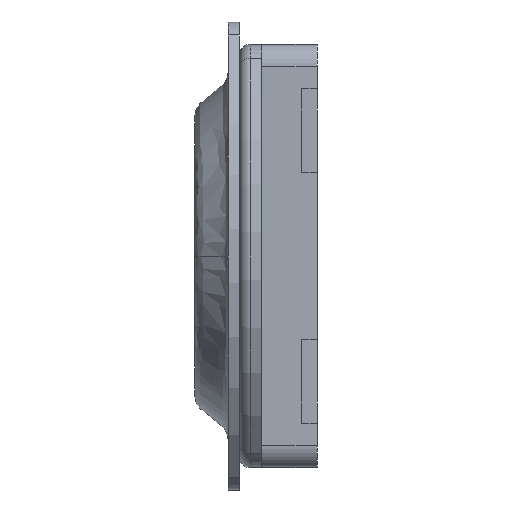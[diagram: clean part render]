
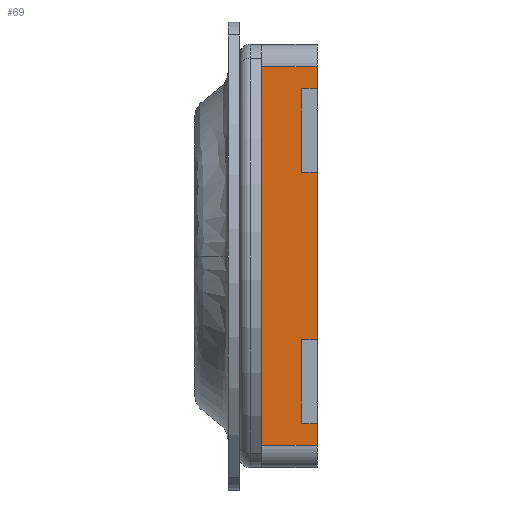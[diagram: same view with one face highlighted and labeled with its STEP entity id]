
A CAD part, left-side view. The second image highlights one B-rep face of the part: STEP entity #69.
In plain terms, the highlighted planar face has unit normal (-1, 0, 0).
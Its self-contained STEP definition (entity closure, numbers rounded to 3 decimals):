
#15 = VERTEX_POINT ( 'NONE', #4605 ) ;
#30 = EDGE_CURVE ( 'NONE', #1500, #5047, #622, .T. ) ;
#69 = ADVANCED_FACE ( 'NONE', ( #2627 ), #2152, .F. ) ;
#229 = LINE ( 'NONE', #1876, #2670 ) ;
#232 = CARTESIAN_POINT ( 'NONE',  ( -1.4, 0., 0.95 ) ) ;
#260 = LINE ( 'NONE', #4122, #1784 ) ;
#301 = VERTEX_POINT ( 'NONE', #750 ) ;
#307 = DIRECTION ( 'NONE',  ( 0., -1., 0. ) ) ;
#392 = CARTESIAN_POINT ( 'NONE',  ( -1.4, 0., -0.75 ) ) ;
#622 = LINE ( 'NONE', #5265, #2429 ) ;
#676 = EDGE_CURVE ( 'NONE', #1547, #3315, #3040, .T. ) ;
#723 = CARTESIAN_POINT ( 'NONE',  ( -1.4, 0., 0.95 ) ) ;
#750 = CARTESIAN_POINT ( 'NONE',  ( -1.4, 0.07, -0.375 ) ) ;
#780 = ORIENTED_EDGE ( 'NONE', *, *, #4333, .F. ) ;
#959 = CARTESIAN_POINT ( 'NONE',  ( -1.4, 0.35, 0.375 ) ) ;
#1006 = VERTEX_POINT ( 'NONE', #4042 ) ;
#1031 = ORIENTED_EDGE ( 'NONE', *, *, #1202, .T. ) ;
#1170 = ORIENTED_EDGE ( 'NONE', *, *, #2840, .F. ) ;
#1202 = EDGE_CURVE ( 'NONE', #1391, #4515, #4164, .T. ) ;
#1227 = ORIENTED_EDGE ( 'NONE', *, *, #30, .T. ) ;
#1343 = CARTESIAN_POINT ( 'NONE',  ( -1.4, 0.07, 0.95 ) ) ;
#1384 = VECTOR ( 'NONE', #2597, 1000. ) ;
#1391 = VERTEX_POINT ( 'NONE', #392 ) ;
#1500 = VERTEX_POINT ( 'NONE', #2752 ) ;
#1515 = EDGE_LOOP ( 'NONE', ( #3077, #2432, #2656, #1031, #1170, #3445, #1227, #4315, #780, #4715, #4471, #2392 ) ) ;
#1547 = VERTEX_POINT ( 'NONE', #4525 ) ;
#1712 = VECTOR ( 'NONE', #307, 1000. ) ;
#1784 = VECTOR ( 'NONE', #1911, 1000. ) ;
#1807 = DIRECTION ( 'NONE',  ( 0., 1., 0. ) ) ;
#1876 = CARTESIAN_POINT ( 'NONE',  ( -1.4, 0.35, -0.375 ) ) ;
#1911 = DIRECTION ( 'NONE',  ( 0., 0., -1. ) ) ;
#2016 = CARTESIAN_POINT ( 'NONE',  ( -1.4, 0.35, 0.85 ) ) ;
#2127 = VECTOR ( 'NONE', #5261, 1000. ) ;
#2152 = PLANE ( 'NONE',  #2970 ) ;
#2169 = VECTOR ( 'NONE', #3090, 1000. ) ;
#2283 = CARTESIAN_POINT ( 'NONE',  ( -1.4, 0., -0.85 ) ) ;
#2288 = CARTESIAN_POINT ( 'NONE',  ( -1.4, 0.25, -0.85 ) ) ;
#2304 = DIRECTION ( 'NONE',  ( 0., 0., 1. ) ) ;
#2392 = ORIENTED_EDGE ( 'NONE', *, *, #3858, .T. ) ;
#2429 = VECTOR ( 'NONE', #2304, 1000. ) ;
#2432 = ORIENTED_EDGE ( 'NONE', *, *, #3853, .T. ) ;
#2439 = LINE ( 'NONE', #4116, #1712 ) ;
#2482 = VERTEX_POINT ( 'NONE', #2283 ) ;
#2522 = CARTESIAN_POINT ( 'NONE',  ( -1.4, 0.25, 0.95 ) ) ;
#2552 = DIRECTION ( 'NONE',  ( 0., 0., 1. ) ) ;
#2597 = DIRECTION ( 'NONE',  ( 0., 0., -1. ) ) ;
#2627 = FACE_OUTER_BOUND ( 'NONE', #1515, .T. ) ;
#2656 = ORIENTED_EDGE ( 'NONE', *, *, #2657, .T. ) ;
#2657 = EDGE_CURVE ( 'NONE', #2482, #1391, #4506, .T. ) ;
#2670 = VECTOR ( 'NONE', #3526, 1000. ) ;
#2752 = CARTESIAN_POINT ( 'NONE',  ( -1.4, 0., -0.375 ) ) ;
#2763 = EDGE_CURVE ( 'NONE', #3315, #15, #4011, .T. ) ;
#2840 = EDGE_CURVE ( 'NONE', #301, #4515, #260, .T. ) ;
#2855 = DIRECTION ( 'NONE',  ( 0., 0., 1. ) ) ;
#2953 = VECTOR ( 'NONE', #1807, 1000. ) ;
#2970 = AXIS2_PLACEMENT_3D ( 'NONE', #5134, #4827, #5287 ) ;
#2995 = LINE ( 'NONE', #2522, #3916 ) ;
#3040 = LINE ( 'NONE', #3069, #2169 ) ;
#3069 = CARTESIAN_POINT ( 'NONE',  ( -1.4, 0.35, 0.75 ) ) ;
#3077 = ORIENTED_EDGE ( 'NONE', *, *, #4725, .F. ) ;
#3090 = DIRECTION ( 'NONE',  ( 0., -1., 0. ) ) ;
#3093 = VERTEX_POINT ( 'NONE', #2288 ) ;
#3315 = VERTEX_POINT ( 'NONE', #3482 ) ;
#3365 = CARTESIAN_POINT ( 'NONE',  ( -1.4, 0.07, -0.75 ) ) ;
#3445 = ORIENTED_EDGE ( 'NONE', *, *, #4629, .T. ) ;
#3466 = VERTEX_POINT ( 'NONE', #4772 ) ;
#3482 = CARTESIAN_POINT ( 'NONE',  ( -1.4, 0., 0.75 ) ) ;
#3526 = DIRECTION ( 'NONE',  ( 0., -1., 0. ) ) ;
#3715 = DIRECTION ( 'NONE',  ( 0., 1., 0. ) ) ;
#3783 = VECTOR ( 'NONE', #4556, 1000. ) ;
#3853 = EDGE_CURVE ( 'NONE', #3093, #2482, #2439, .T. ) ;
#3858 = EDGE_CURVE ( 'NONE', #15, #1006, #5336, .T. ) ;
#3916 = VECTOR ( 'NONE', #2552, 1000. ) ;
#3935 = CARTESIAN_POINT ( 'NONE',  ( -1.4, 0., 0.375 ) ) ;
#3992 = VECTOR ( 'NONE', #2855, 1000. ) ;
#4011 = LINE ( 'NONE', #232, #2127 ) ;
#4042 = CARTESIAN_POINT ( 'NONE',  ( -1.4, 0.25, 0.85 ) ) ;
#4116 = CARTESIAN_POINT ( 'NONE',  ( -1.4, 0.35, -0.85 ) ) ;
#4122 = CARTESIAN_POINT ( 'NONE',  ( -1.4, 0.07, 0.95 ) ) ;
#4164 = LINE ( 'NONE', #4956, #3783 ) ;
#4252 = EDGE_CURVE ( 'NONE', #5047, #3466, #4347, .T. ) ;
#4315 = ORIENTED_EDGE ( 'NONE', *, *, #4252, .T. ) ;
#4333 = EDGE_CURVE ( 'NONE', #1547, #3466, #4680, .T. ) ;
#4347 = LINE ( 'NONE', #959, #2953 ) ;
#4471 = ORIENTED_EDGE ( 'NONE', *, *, #2763, .T. ) ;
#4506 = LINE ( 'NONE', #723, #3992 ) ;
#4515 = VERTEX_POINT ( 'NONE', #3365 ) ;
#4525 = CARTESIAN_POINT ( 'NONE',  ( -1.4, 0.07, 0.75 ) ) ;
#4556 = DIRECTION ( 'NONE',  ( 0., 1., 0. ) ) ;
#4605 = CARTESIAN_POINT ( 'NONE',  ( -1.4, 0., 0.85 ) ) ;
#4629 = EDGE_CURVE ( 'NONE', #301, #1500, #229, .T. ) ;
#4680 = LINE ( 'NONE', #1343, #1384 ) ;
#4715 = ORIENTED_EDGE ( 'NONE', *, *, #676, .T. ) ;
#4725 = EDGE_CURVE ( 'NONE', #3093, #1006, #2995, .T. ) ;
#4772 = CARTESIAN_POINT ( 'NONE',  ( -1.4, 0.07, 0.375 ) ) ;
#4793 = VECTOR ( 'NONE', #3715, 1000. ) ;
#4827 = DIRECTION ( 'NONE',  ( 1., 0., 0. ) ) ;
#4956 = CARTESIAN_POINT ( 'NONE',  ( -1.4, 0.35, -0.75 ) ) ;
#5047 = VERTEX_POINT ( 'NONE', #3935 ) ;
#5134 = CARTESIAN_POINT ( 'NONE',  ( -1.4, 0.35, 0.95 ) ) ;
#5261 = DIRECTION ( 'NONE',  ( 0., 0., 1. ) ) ;
#5265 = CARTESIAN_POINT ( 'NONE',  ( -1.4, 0., 0.95 ) ) ;
#5287 = DIRECTION ( 'NONE',  ( 0., 0., -1. ) ) ;
#5336 = LINE ( 'NONE', #2016, #4793 ) ;
